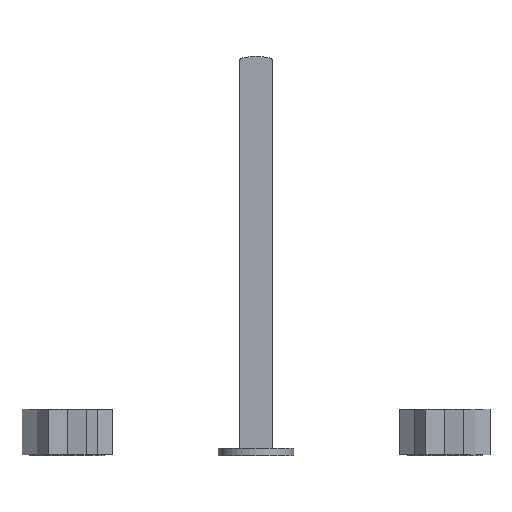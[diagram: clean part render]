
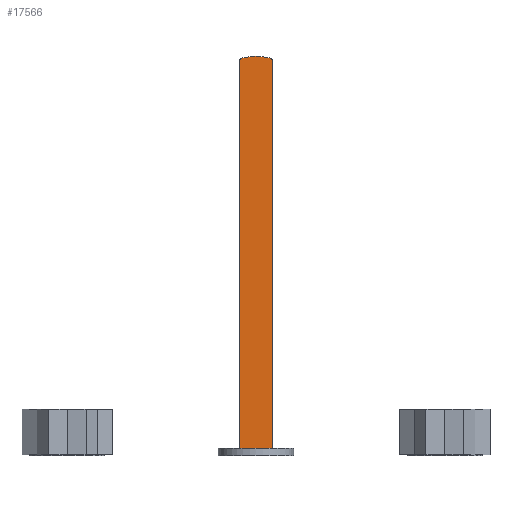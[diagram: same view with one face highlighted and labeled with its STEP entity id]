
A CAD part, left-side view. The second image highlights one B-rep face of the part: STEP entity #17566.
In plain terms, the highlighted face is planar.
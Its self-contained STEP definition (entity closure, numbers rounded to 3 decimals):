
#16187=CARTESIAN_POINT('Vertex',(11.,0.,5.5)) ;
#16190=CARTESIAN_POINT('Line Origine',(0.,0.,5.5)) ;
#16194=CARTESIAN_POINT('Vertex',(-11.,0.,5.5)) ;
#16578=CARTESIAN_POINT('Line Origine',(-11.,128.225,5.5)) ;
#16582=CARTESIAN_POINT('Vertex',(-11.,256.45,5.5)) ;
#16671=CARTESIAN_POINT('Axis2P3D Location',(0.,218.417,5.5)) ;
#16675=CARTESIAN_POINT('Vertex',(0.,259.5,5.5)) ;
#16677=CARTESIAN_POINT('Vertex',(-9.461,258.396,5.5)) ;
#16680=CARTESIAN_POINT('Axis2P3D Location',(0.,218.417,5.5)) ;
#16684=CARTESIAN_POINT('Vertex',(9.461,258.396,5.5)) ;
#16712=CARTESIAN_POINT('Axis2P3D Location',(-9.,256.45,5.5)) ;
#17487=CARTESIAN_POINT('Vertex',(11.,256.45,5.5)) ;
#17490=CARTESIAN_POINT('Axis2P3D Location',(9.,256.45,5.5)) ;
#17539=CARTESIAN_POINT('Line Origine',(11.,128.225,5.5)) ;
#17552=CARTESIAN_POINT('Axis2P3D Location',(0.,0.,5.5)) ;
#16192=VECTOR('Line Direction',#16191,1.) ;
#16580=VECTOR('Line Direction',#16579,1.) ;
#17541=VECTOR('Line Direction',#17540,1.) ;
#16191=DIRECTION('Vector Direction',(-1.,0.,0.)) ;
#16579=DIRECTION('Vector Direction',(0.,-1.,0.)) ;
#16672=DIRECTION('Axis2P3D Direction',(0.,-0.,1.)) ;
#16681=DIRECTION('Axis2P3D Direction',(0.,-0.,1.)) ;
#16713=DIRECTION('Axis2P3D Direction',(0.,0.,-1.)) ;
#17491=DIRECTION('Axis2P3D Direction',(0.,0.,1.)) ;
#17540=DIRECTION('Vector Direction',(0.,-1.,0.)) ;
#17553=DIRECTION('Axis2P3D Direction',(0.,0.,1.)) ;
#17554=DIRECTION('Axis2P3D XDirection',(1.,0.,0.)) ;
#16673=AXIS2_PLACEMENT_3D('Circle Axis2P3D',#16671,#16672,$) ;
#16682=AXIS2_PLACEMENT_3D('Circle Axis2P3D',#16680,#16681,$) ;
#16714=AXIS2_PLACEMENT_3D('Circle Axis2P3D',#16712,#16713,$) ;
#17492=AXIS2_PLACEMENT_3D('Circle Axis2P3D',#17490,#17491,$) ;
#17555=AXIS2_PLACEMENT_3D('Plane Axis2P3D',#17552,#17553,#17554) ;
#16193=LINE('Line',#16190,#16192) ;
#16581=LINE('Line',#16578,#16580) ;
#17542=LINE('Line',#17539,#17541) ;
#16674=CIRCLE('generated circle',#16673,41.083) ;
#16683=CIRCLE('generated circle',#16682,41.083) ;
#16715=CIRCLE('generated circle',#16714,2.) ;
#17493=CIRCLE('generated circle',#17492,2.) ;
#17556=PLANE('',#17555) ;
#16196=EDGE_CURVE('',#16188,#16195,#16193,.T.) ;
#16584=EDGE_CURVE('',#16583,#16195,#16581,.T.) ;
#16679=EDGE_CURVE('',#16676,#16678,#16674,.T.) ;
#16686=EDGE_CURVE('',#16676,#16685,#16683,.F.) ;
#16716=EDGE_CURVE('',#16583,#16678,#16715,.T.) ;
#17494=EDGE_CURVE('',#17488,#16685,#17493,.T.) ;
#17543=EDGE_CURVE('',#17488,#16188,#17542,.T.) ;
#17558=ORIENTED_EDGE('',*,*,#16584,.T.) ;
#17559=ORIENTED_EDGE('',*,*,#16196,.F.) ;
#17560=ORIENTED_EDGE('',*,*,#17543,.F.) ;
#17561=ORIENTED_EDGE('',*,*,#17494,.T.) ;
#17562=ORIENTED_EDGE('',*,*,#16686,.F.) ;
#17563=ORIENTED_EDGE('',*,*,#16679,.T.) ;
#17564=ORIENTED_EDGE('',*,*,#16716,.F.) ;
#17557=EDGE_LOOP('',(#17558,#17559,#17560,#17561,#17562,#17563,#17564)) ;
#16188=VERTEX_POINT('',#16187) ;
#16195=VERTEX_POINT('',#16194) ;
#16583=VERTEX_POINT('',#16582) ;
#16676=VERTEX_POINT('',#16675) ;
#16678=VERTEX_POINT('',#16677) ;
#16685=VERTEX_POINT('',#16684) ;
#17488=VERTEX_POINT('',#17487) ;
#17566=ADVANCED_FACE('PartBody',(#17565),#17556,.T.) ;
#17565=FACE_OUTER_BOUND('',#17557,.T.) ;
